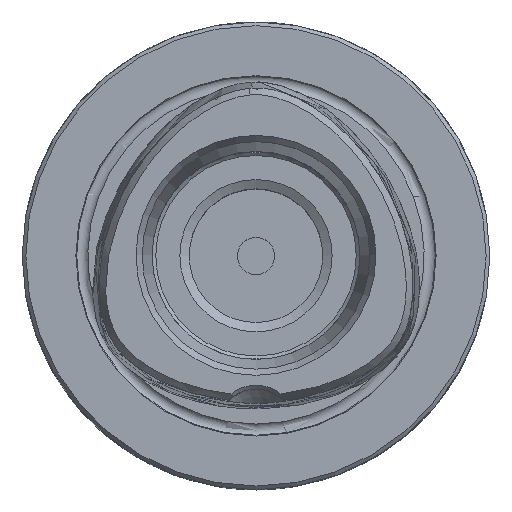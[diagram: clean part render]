
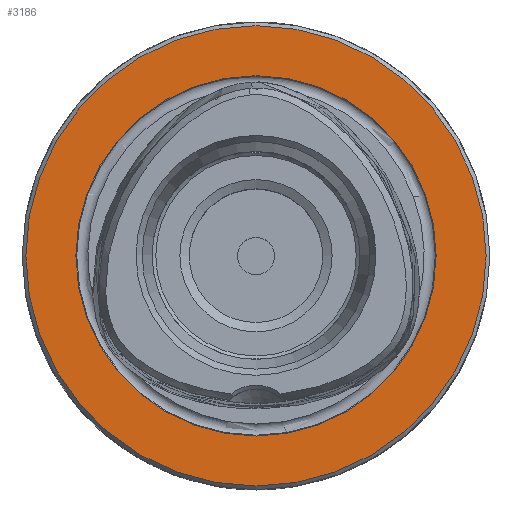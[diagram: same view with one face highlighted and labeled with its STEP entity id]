
A CAD part, top view. The second image highlights one B-rep face of the part: STEP entity #3186.
In plain terms, the highlighted planar face has unit normal (0, 0, 1).
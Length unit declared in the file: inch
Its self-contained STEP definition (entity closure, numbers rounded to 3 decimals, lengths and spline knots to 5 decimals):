
#21=FACE_BOUND('',#1073,.T.);
#881=FACE_OUTER_BOUND('',#1072,.T.);
#1072=EDGE_LOOP('',(#2898));
#1073=EDGE_LOOP('',(#2899));
#1166=CIRCLE('',#3408,0.95528);
#1168=CIRCLE('',#3431,1.22047);
#1463=VERTEX_POINT('',#11526);
#1482=VERTEX_POINT('',#11585);
#1934=EDGE_CURVE('',#1463,#1463,#1166,.T.);
#1961=EDGE_CURVE('',#1482,#1482,#1168,.T.);
#2898=ORIENTED_EDGE('',*,*,#1961,.T.);
#2899=ORIENTED_EDGE('',*,*,#1934,.T.);
#3009=PLANE('',#3433);
#3186=ADVANCED_FACE('',(#881,#21),#3009,.T.);
#3408=AXIS2_PLACEMENT_3D('',#11528,#3957,#3958);
#3431=AXIS2_PLACEMENT_3D('',#11587,#4020,#4021);
#3433=AXIS2_PLACEMENT_3D('',#11589,#4024,#4025);
#3957=DIRECTION('center_axis',(0.,0.,-1.));
#3958=DIRECTION('ref_axis',(0.,-1.,0.));
#4020=DIRECTION('center_axis',(0.,0.,1.));
#4021=DIRECTION('ref_axis',(0.,-1.,0.));
#4024=DIRECTION('center_axis',(0.,0.,1.));
#4025=DIRECTION('ref_axis',(1.,0.,0.));
#11526=CARTESIAN_POINT('',(0.,0.95528,0.));
#11528=CARTESIAN_POINT('Origin',(0.,0.,0.));
#11585=CARTESIAN_POINT('',(0.,-1.22047,0.));
#11587=CARTESIAN_POINT('Origin',(0.,0.,0.));
#11589=CARTESIAN_POINT('Origin',(0.,0.,0.));
